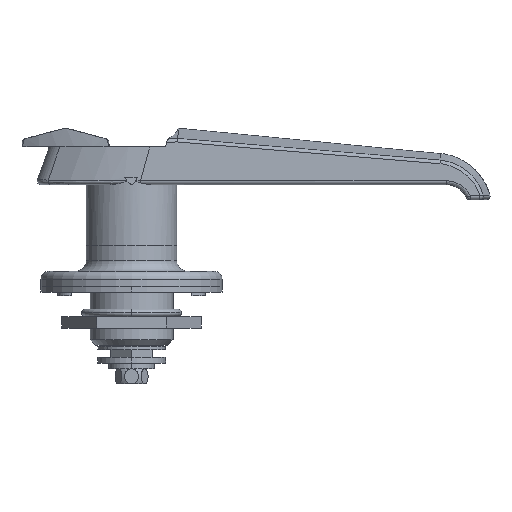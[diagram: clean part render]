
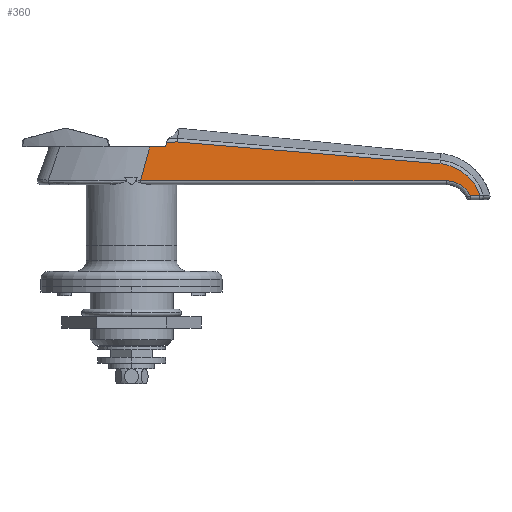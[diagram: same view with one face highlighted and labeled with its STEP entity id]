
A CAD part, left-side view. The second image highlights one B-rep face of the part: STEP entity #360.
In plain terms, the highlighted planar face has unit normal (-0.998, -0.054, 0.026).
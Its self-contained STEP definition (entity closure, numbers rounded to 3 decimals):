
#26 = B_SPLINE_CURVE_WITH_KNOTS ( 'NONE', 3,
 ( #9288, #1125, #929, #1076 ),
 .UNSPECIFIED., .F., .F.,
 ( 4, 4 ),
 ( 0., 0.001 ),
 .UNSPECIFIED. ) ;
#79 = CARTESIAN_POINT ( 'NONE',  ( -7.213, -87.345, 3.608 ) ) ;
#173 = CARTESIAN_POINT ( 'NONE',  ( -7.436, -82.327, 5.515 ) ) ;
#268 = DIRECTION ( 'NONE',  ( 0.054, -0.999, 0. ) ) ;
#287 = CARTESIAN_POINT ( 'NONE',  ( -11.532, -4.819, 10. ) ) ;
#360 = ADVANCED_FACE ( 'NONE', ( #9729 ), #5066, .F. ) ;
#366 = CARTESIAN_POINT ( 'NONE',  ( -7.344, -86.179, 1.026 ) ) ;
#406 = EDGE_CURVE ( 'NONE', #5935, #9147, #658, .T. ) ;
#572 = CARTESIAN_POINT ( 'NONE',  ( -6.619, -100., 0. ) ) ;
#602 = VERTEX_POINT ( 'NONE', #9514 ) ;
#658 = B_SPLINE_CURVE_WITH_KNOTS ( 'NONE', 3,
 ( #8436, #6854, #7687, #7643, #5269, #3885, #2303, #2990, #2256, #8386, #6903, #912, #6108, #6748, #79, #9220, #6947, #2351, #5413, #5359, #173, #8293 ),
 .UNSPECIFIED., .F., .F.,
 ( 4, 2, 2, 2, 2, 2, 2, 2, 2, 2, 4 ),
 ( 0., 0.002, 0.003, 0.004, 0.005, 0.006, 0.007, 0.009, 0.011, 0.013, 0.014 ),
 .UNSPECIFIED. ) ;
#912 = CARTESIAN_POINT ( 'NONE',  ( -7.163, -88.785, 2.516 ) ) ;
#929 = CARTESIAN_POINT ( 'NONE',  ( -11.288, -9.108, 10.426 ) ) ;
#1060 =( BOUNDED_CURVE ( )  B_SPLINE_CURVE ( 3, ( #5596, #366, #6483, #7036 ),
 .UNSPECIFIED., .F., .T. ) 
 B_SPLINE_CURVE_WITH_KNOTS ( ( 4, 4 ),
 ( 2.02, 3.148 ),
 .UNSPECIFIED. ) 
 CURVE ( )  GEOMETRIC_REPRESENTATION_ITEM ( )  RATIONAL_B_SPLINE_CURVE ( ( 1., 0.897, 0.897, 1. ) ) 
 REPRESENTATION_ITEM ( '' )  );
#1076 = CARTESIAN_POINT ( 'NONE',  ( -11.304, -9.007, 10. ) ) ;
#1118 = ORIENTED_EDGE ( 'NONE', *, *, #5072, .T. ) ;
#1125 = CARTESIAN_POINT ( 'NONE',  ( -11.271, -9.208, 10.852 ) ) ;
#1193 = ORIENTED_EDGE ( 'NONE', *, *, #5713, .T. ) ;
#1199 = LINE ( 'NONE', #4215, #2989 ) ;
#1285 = EDGE_CURVE ( 'NONE', #8238, #5123, #9017, .T. ) ;
#1371 = DIRECTION ( 'NONE',  ( -0.054, 0.999, 0. ) ) ;
#1425 = VECTOR ( 'NONE', #4763, 1000. ) ;
#2037 = VECTOR ( 'NONE', #5151, 1000. ) ;
#2093 = CARTESIAN_POINT ( 'NONE',  ( -6.358, -99.986, 10. ) ) ;
#2256 = CARTESIAN_POINT ( 'NONE',  ( -7.127, -90.069, 1.248 ) ) ;
#2257 = CARTESIAN_POINT ( 'NONE',  ( -7.467, -81.724, 5.568 ) ) ;
#2303 = CARTESIAN_POINT ( 'NONE',  ( -7.109, -90.969, 0.038 ) ) ;
#2351 = CARTESIAN_POINT ( 'NONE',  ( -7.324, -84.653, 4.942 ) ) ;
#2428 = ORIENTED_EDGE ( 'NONE', *, *, #4921, .T. ) ;
#2465 = EDGE_LOOP ( 'NONE', ( #9145, #1193, #5498, #3279, #9056, #4396, #2428, #5582, #1118 ) ) ;
#2989 = VECTOR ( 'NONE', #7034, 1000. ) ;
#2990 = CARTESIAN_POINT ( 'NONE',  ( -7.118, -90.451, 0.784 ) ) ;
#3279 = ORIENTED_EDGE ( 'NONE', *, *, #7710, .F. ) ;
#3611 = CARTESIAN_POINT ( 'NONE',  ( -11.304, -9.007, 10. ) ) ;
#3757 = VERTEX_POINT ( 'NONE', #3611 ) ;
#3829 = CARTESIAN_POINT ( 'NONE',  ( -7.498, -83.342, 1.026 ) ) ;
#3884 = CARTESIAN_POINT ( 'NONE',  ( -11.9, -2.371, 1.026 ) ) ;
#3885 = CARTESIAN_POINT ( 'NONE',  ( -7.107, -91.132, -0.218 ) ) ;
#4199 = VERTEX_POINT ( 'NONE', #287 ) ;
#4215 = CARTESIAN_POINT ( 'NONE',  ( -11.635, -4.137, 7.5 ) ) ;
#4396 = ORIENTED_EDGE ( 'NONE', *, *, #4808, .T. ) ;
#4763 = DIRECTION ( 'NONE',  ( -0.055, 0.998, -0.015 ) ) ;
#4808 = EDGE_CURVE ( 'NONE', #5123, #5328, #1060, .T. ) ;
#4854 = LINE ( 'NONE', #9411, #8037 ) ;
#4877 = CARTESIAN_POINT ( 'NONE',  ( -11.254, -9.308, 11.278 ) ) ;
#4921 = EDGE_CURVE ( 'NONE', #5328, #5935, #4854, .T. ) ;
#4996 = CARTESIAN_POINT ( 'NONE',  ( -7.495, -83.397, 1.026 ) ) ;
#5062 = EDGE_CURVE ( 'NONE', #3757, #4199, #7426, .T. ) ;
#5066 = PLANE ( 'NONE',  #6975 ) ;
#5072 = EDGE_CURVE ( 'NONE', #9147, #602, #6638, .T. ) ;
#5123 = VERTEX_POINT ( 'NONE', #4996 ) ;
#5151 = DIRECTION ( 'NONE',  ( -0.054, 0.999, 0. ) ) ;
#5198 = VECTOR ( 'NONE', #5793, 1000. ) ;
#5269 = CARTESIAN_POINT ( 'NONE',  ( -7.105, -91.432, -0.74 ) ) ;
#5328 = VERTEX_POINT ( 'NONE', #5445 ) ;
#5359 = CARTESIAN_POINT ( 'NONE',  ( -7.406, -82.92, 5.418 ) ) ;
#5413 = CARTESIAN_POINT ( 'NONE',  ( -7.35, -84.082, 5.13 ) ) ;
#5445 = CARTESIAN_POINT ( 'NONE',  ( -7.256, -89.722, -2.974 ) ) ;
#5498 = ORIENTED_EDGE ( 'NONE', *, *, #5062, .T. ) ;
#5582 = ORIENTED_EDGE ( 'NONE', *, *, #406, .T. ) ;
#5596 = CARTESIAN_POINT ( 'NONE',  ( -7.495, -83.397, 1.026 ) ) ;
#5713 = EDGE_CURVE ( 'NONE', #7079, #3757, #26, .T. ) ;
#5793 = DIRECTION ( 'NONE',  ( -0.052, 0.995, 0.082 ) ) ;
#5859 = CARTESIAN_POINT ( 'NONE',  ( -7.116, -92.305, -2.974 ) ) ;
#5935 = VERTEX_POINT ( 'NONE', #5859 ) ;
#6108 = CARTESIAN_POINT ( 'NONE',  ( -7.171, -88.553, 2.712 ) ) ;
#6483 = CARTESIAN_POINT ( 'NONE',  ( -7.255, -88.53, -0.461 ) ) ;
#6638 = LINE ( 'NONE', #8124, #5198 ) ;
#6748 = CARTESIAN_POINT ( 'NONE',  ( -7.195, -87.841, 3.271 ) ) ;
#6854 = CARTESIAN_POINT ( 'NONE',  ( -7.109, -92.154, -2.385 ) ) ;
#6903 = CARTESIAN_POINT ( 'NONE',  ( -7.15, -89.232, 2.11 ) ) ;
#6944 = CARTESIAN_POINT ( 'NONE',  ( -6.3, -99.798, 12.606 ) ) ;
#6947 = CARTESIAN_POINT ( 'NONE',  ( -7.275, -85.772, 4.481 ) ) ;
#6975 = AXIS2_PLACEMENT_3D ( 'NONE', #572, #8977, #1371 ) ;
#7034 = DIRECTION ( 'NONE',  ( 0.04, -0.263, 0.964 ) ) ;
#7036 = CARTESIAN_POINT ( 'NONE',  ( -7.256, -89.722, -2.974 ) ) ;
#7079 = VERTEX_POINT ( 'NONE', #4877 ) ;
#7426 = LINE ( 'NONE', #2093, #2037 ) ;
#7643 = CARTESIAN_POINT ( 'NONE',  ( -7.104, -91.57, -1.006 ) ) ;
#7687 = CARTESIAN_POINT ( 'NONE',  ( -7.105, -91.949, -1.821 ) ) ;
#7710 = EDGE_CURVE ( 'NONE', #8238, #4199, #1199, .T. ) ;
#8037 = VECTOR ( 'NONE', #268, 1000. ) ;
#8124 = CARTESIAN_POINT ( 'NONE',  ( -6.496, -100.327, 4.027 ) ) ;
#8204 = EDGE_CURVE ( 'NONE', #602, #7079, #9219, .T. ) ;
#8238 = VERTEX_POINT ( 'NONE', #3884 ) ;
#8293 = CARTESIAN_POINT ( 'NONE',  ( -7.467, -81.724, 5.568 ) ) ;
#8386 = CARTESIAN_POINT ( 'NONE',  ( -7.143, -89.447, 1.9 ) ) ;
#8415 = VECTOR ( 'NONE', #9109, 1000. ) ;
#8436 = CARTESIAN_POINT ( 'NONE',  ( -7.116, -92.305, -2.974 ) ) ;
#8977 = DIRECTION ( 'NONE',  ( 0.998, 0.054, -0.026 ) ) ;
#9017 = LINE ( 'NONE', #3829, #8415 ) ;
#9056 = ORIENTED_EDGE ( 'NONE', *, *, #1285, .T. ) ;
#9109 = DIRECTION ( 'NONE',  ( 0.054, -0.999, 0. ) ) ;
#9145 = ORIENTED_EDGE ( 'NONE', *, *, #8204, .T. ) ;
#9147 = VERTEX_POINT ( 'NONE', #2257 ) ;
#9219 = LINE ( 'NONE', #6944, #1425 ) ;
#9220 = CARTESIAN_POINT ( 'NONE',  ( -7.253, -86.311, 4.213 ) ) ;
#9288 = CARTESIAN_POINT ( 'NONE',  ( -11.254, -9.308, 11.278 ) ) ;
#9411 = CARTESIAN_POINT ( 'NONE',  ( -6.697, -100.004, -2.974 ) ) ;
#9514 = CARTESIAN_POINT ( 'NONE',  ( -11.092, -12.275, 11.322 ) ) ;
#9729 = FACE_OUTER_BOUND ( 'NONE', #2465, .T. ) ;
